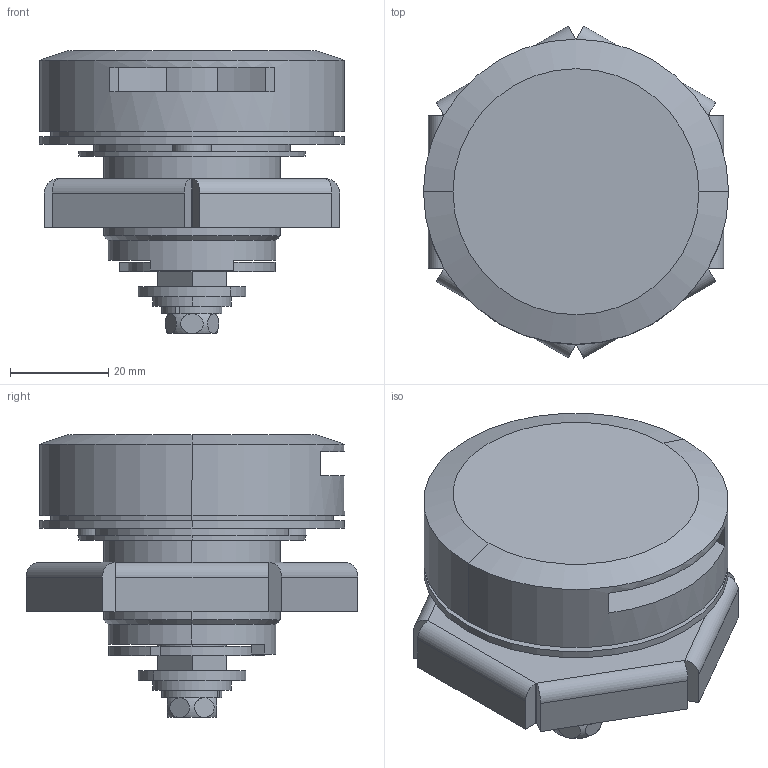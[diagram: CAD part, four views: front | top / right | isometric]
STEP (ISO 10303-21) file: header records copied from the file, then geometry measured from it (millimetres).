
FILE_DESCRIPTION (( 'STEP AP203' ), '1' );
FILE_NAME ('sone3D.STEP', '2014-05-30T06:13:26', ( '' ), ( '' ), 'SwSTEP 2.0', 'SolidWorks 2012', '' );
FILE_SCHEMA (( 'CONFIG_CONTROL_DESIGN' ));
Length unit declared in the file: millimetre
Products named in the file (12): sone3D; A-1310-1平ワッシャー_; A-1310-1六角ナット_; M6×14ボルト; 暯儚僢僔儍乕M6暲娵_M6-冇16亊冇6.8亊t2.0; A-1310-1本体_; スプリングワッシャーM6_JIS B 1251 No.2 6; 廫帤寠晅偒榋妏儃儖僩M6_M6亊14; A-1310-1僗儁乕僒乕_; A-1310-1僗僩僢僷乕_; A-1310-1防水パッキン_; A-1310-1受座_
Assembly tree (11 placements, depth 3):
  sone3D
    A-1310-1本体_
    A-1310-1受座_
    A-1310-1防水パッキン_
    A-1310-1僗僩僢僷乕_
    A-1310-1僗儁乕僒乕_
    M6×14ボルト
      廫帤寠晅偒榋妏儃儖僩M6_M6亊14
      スプリングワッシャーM6_JIS B 1251 No.2 6
      暯儚僢僔儍乕M6暲娵_M6-冇16亊冇6.8亊t2.0
    A-1310-1六角ナット_
    A-1310-1平ワッシャー_
Bounding box: 62 x 67.45 x 57.5 mm (x, y, z)
Volume: 86255.4 mm3; surface area: 44321.9 mm2
Topology: 10 solids, 10 shells, 215 faces, 483 edges, 305 vertices
Faces by surface type: plane 114, cylinder 83, cone 10, torus 8
Entity records: 7603 total; most frequent: CARTESIAN_POINT 1352, DIRECTION 1123, ORIENTED_EDGE 962, EDGE_CURVE 481, AXIS2_PLACEMENT_3D 424, VERTEX_POINT 305, VECTOR 275, LINE 275
